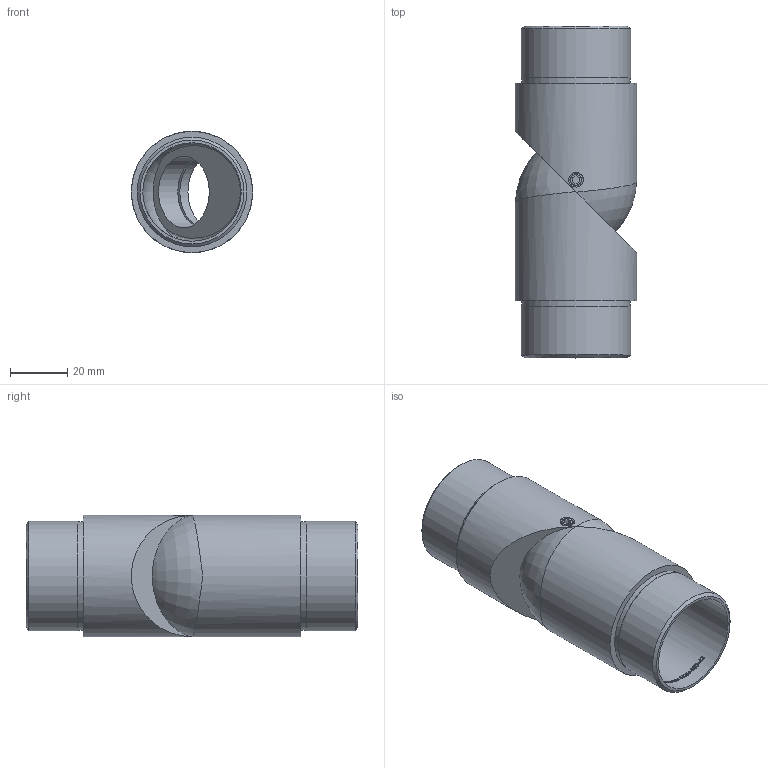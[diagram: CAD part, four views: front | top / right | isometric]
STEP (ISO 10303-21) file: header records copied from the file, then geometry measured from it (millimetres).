
FILE_DESCRIPTION (( 'STEP AP203' ), '1' );
FILE_NAME ('56256-320-42.STEP', '2020-03-10T15:16:30', ( '' ), ( '' ), 'SwSTEP 2.0', 'SolidWorks 2015', '' );
FILE_SCHEMA (( 'CONFIG_CONTROL_DESIGN' ));
Length unit declared in the file: millimetre
Products named in the file (8): 56256-320-XX Teil1und2; 56256-320-XX Teil1und2_56256-320-42 Teil1; 56256-320-XX Teil1und2_56256-320-42 Teil2; 56256-320-42; DIN914_DIN 914 M5x6; DIN914
Assembly tree (4 placements, depth 2):
  56256-320-XX Teil1und2
  56256-320-XX Teil1und2
  56256-320-42
    56256-320-XX Teil1und2_56256-320-42 Teil1
    56256-320-XX Teil1und2_56256-320-42 Teil2
    DIN914_DIN 914 M5x6
  56256-320-42
    DIN914
Bounding box: 42.4 x 116 x 42.4 mm (x, y, z)
Volume: 51028.5 mm3; surface area: 32284 mm2
Topology: 3 solids, 3 shells, 332 faces, 860 edges, 568 vertices
Faces by surface type: plane 137, bspline 134, cylinder 45, cone 8, torus 6, sphere 2
Full cylindrical faces by diameter (mm): 4.2 x1, 5 x1, 25 x2, 30 x3, 34.4 x2, 37.8 x2, 38.3 x2, 42.4 x2
Entity records: 18805 total; most frequent: CARTESIAN_POINT 11057, ORIENTED_EDGE 1648, DIRECTION 1057, EDGE_CURVE 824, VERTEX_POINT 557, EDGE_LOOP 397, AXIS2_PLACEMENT_3D 355, FACE_OUTER_BOUND 348
